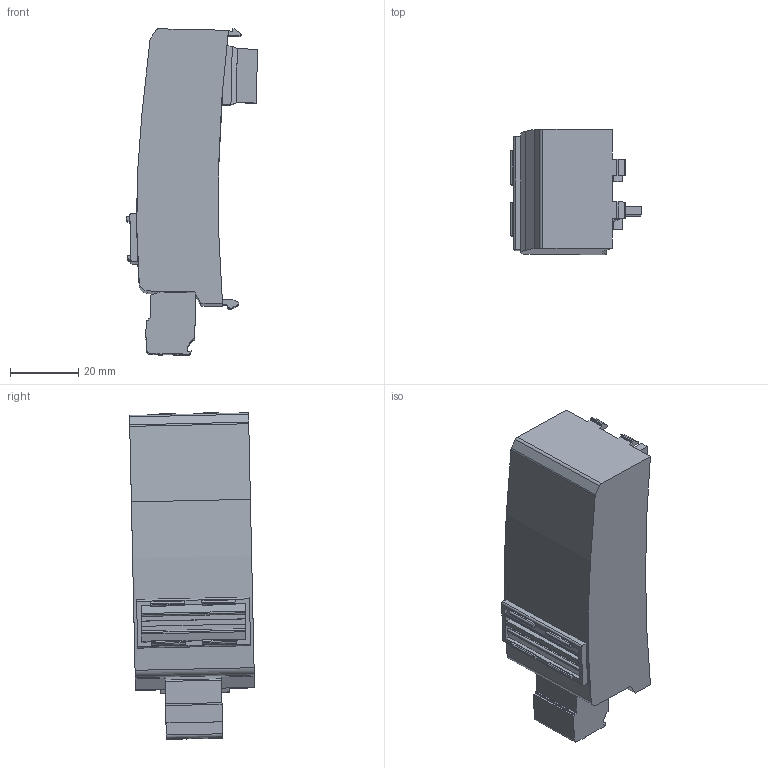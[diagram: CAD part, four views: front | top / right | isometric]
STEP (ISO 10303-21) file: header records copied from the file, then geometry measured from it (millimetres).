
FILE_DESCRIPTION (( 'STEP AP214' ), '1' );
FILE_NAME ('2789-9080.STEP', '2023-10-27T14:35:35', ( '' ), ( '' ), 'SwSTEP 2.0', 'SolidWorks 2023', '' );
FILE_SCHEMA (( 'AUTOMOTIVE_DESIGN' ));
Length unit declared in the file: inch
Products named in the file (1): 2789-9080
Bounding box: 38.29 x 36.55 x 95.5 mm (x, y, z)
Volume: 68254.6 mm3; surface area: 13166.1 mm2
Topology: 1 solids, 1 shells, 171 faces, 479 edges, 316 vertices
Faces by surface type: plane 132, cylinder 39
Full cylindrical faces by diameter (mm): 4.2 x3
Entity records: 5474 total; most frequent: CARTESIAN_POINT 970, ORIENTED_EDGE 952, DIRECTION 907, EDGE_CURVE 476, VECTOR 385, LINE 385, VERTEX_POINT 316, AXIS2_PLACEMENT_3D 261
